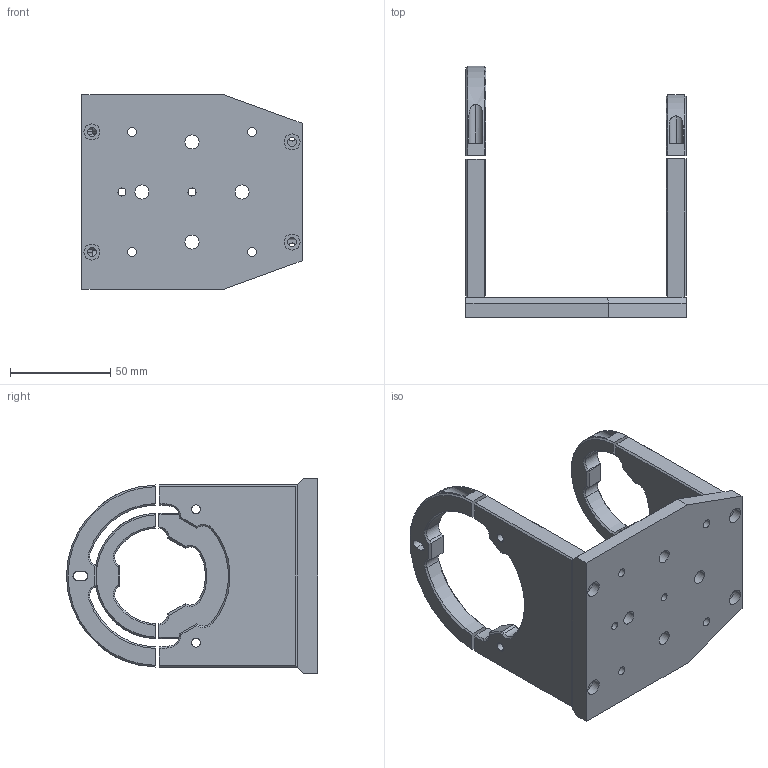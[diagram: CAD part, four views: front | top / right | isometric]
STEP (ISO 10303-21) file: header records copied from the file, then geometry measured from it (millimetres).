
FILE_DESCRIPTION (( 'STEP AP214' ), '1' );
FILE_NAME ('CMHO36.STEP', '2013-04-05T09:23:02', ( 'Work' ), ( '' ), 'SwSTEP 2.0', 'SolidWorks 2012', '' );
FILE_SCHEMA (( 'AUTOMOTIVE_DESIGN' ));
Length unit declared in the file: millimetre
Products named in the file (1): CMHO36
Bounding box: 110 x 125.5 x 97 mm (x, y, z)
Surface area: 55665.2 mm2 (no closed solid volume)
Topology: 0 solids, 5 shells, 253 faces, 666 edges, 432 vertices
Faces by surface type: plane 119, cylinder 86, cone 48
Entity records: 10862 total; most frequent: CARTESIAN_POINT 1592, DIRECTION 1392, ORIENTED_EDGE 1276, EDGE_CURVE 666, AXIS2_PLACEMENT_3D 510, VERTEX_POINT 432, LINE 372, VECTOR 372
